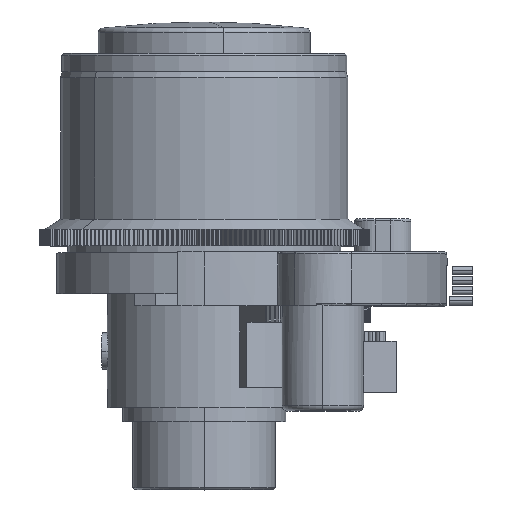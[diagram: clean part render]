
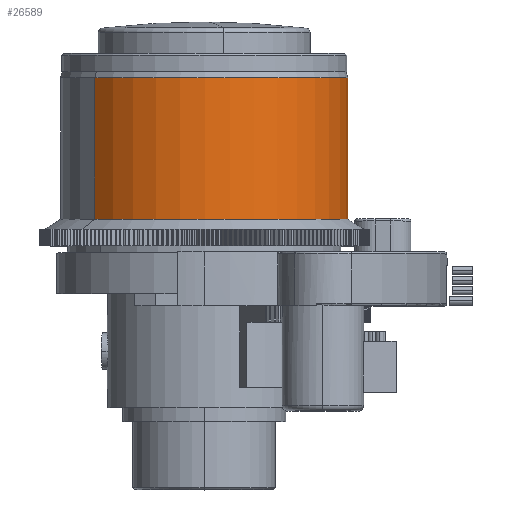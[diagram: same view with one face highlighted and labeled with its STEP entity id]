
A CAD part, top view. The second image highlights one B-rep face of the part: STEP entity #26589.
In plain terms, the highlighted cylindrical face has radius 14.1 mm (diameter 28.2 mm), a partial arc.
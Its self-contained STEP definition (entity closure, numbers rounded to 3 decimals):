
#837 = VERTEX_POINT ( 'NONE', #16887 ) ;
#1011 = AXIS2_PLACEMENT_3D ( 'NONE', #19582, #4138, #22215 ) ;
#2246 = DIRECTION ( 'NONE',  ( -1., 0., 0. ) ) ;
#2485 = VERTEX_POINT ( 'NONE', #5474 ) ;
#2539 = DIRECTION ( 'NONE',  ( 0., 0., -1. ) ) ;
#3572 = CARTESIAN_POINT ( 'NONE',  ( 0., 0., 0. ) ) ;
#4138 = DIRECTION ( 'NONE',  ( 0., 0., 1. ) ) ;
#5080 = ORIENTED_EDGE ( 'NONE', *, *, #26281, .T. ) ;
#5474 = CARTESIAN_POINT ( 'NONE',  ( -14.1, 0., 0.6 ) ) ;
#5991 = CARTESIAN_POINT ( 'NONE',  ( 14.1, 0., 14.49 ) ) ;
#8094 = ORIENTED_EDGE ( 'NONE', *, *, #30176, .T. ) ;
#8639 = LINE ( 'NONE', #19609, #22366 ) ;
#8805 = DIRECTION ( 'NONE',  ( 0., 0., -1. ) ) ;
#9713 = CYLINDRICAL_SURFACE ( 'NONE', #29253, 14.1 ) ;
#13345 = CIRCLE ( 'NONE', #14333, 14.1 ) ;
#14333 = AXIS2_PLACEMENT_3D ( 'NONE', #33214, #17737, #2246 ) ;
#16058 = CARTESIAN_POINT ( 'NONE',  ( -14.1, 0., 14.49 ) ) ;
#16664 = EDGE_CURVE ( 'NONE', #31990, #837, #8639, .T. ) ;
#16887 = CARTESIAN_POINT ( 'NONE',  ( 14.1, 0., 0.6 ) ) ;
#17737 = DIRECTION ( 'NONE',  ( 0., 0., -1. ) ) ;
#18108 = ORIENTED_EDGE ( 'NONE', *, *, #32925, .F. ) ;
#18484 = VERTEX_POINT ( 'NONE', #16058 ) ;
#18717 = EDGE_LOOP ( 'NONE', ( #5080, #23176, #8094, #18108 ) ) ;
#19582 = CARTESIAN_POINT ( 'NONE',  ( 0., 0., 0.6 ) ) ;
#19609 = CARTESIAN_POINT ( 'NONE',  ( 14.1, 0., 0. ) ) ;
#22215 = DIRECTION ( 'NONE',  ( -1., 0., 0. ) ) ;
#22366 = VECTOR ( 'NONE', #27399, 1000. ) ;
#23090 = VECTOR ( 'NONE', #2539, 1000. ) ;
#23176 = ORIENTED_EDGE ( 'NONE', *, *, #16664, .T. ) ;
#23446 = FACE_OUTER_BOUND ( 'NONE', #18717, .T. ) ;
#25688 = CIRCLE ( 'NONE', #1011, 14.1 ) ;
#26281 = EDGE_CURVE ( 'NONE', #18484, #31990, #13345, .T. ) ;
#26589 = ADVANCED_FACE ( 'NONE', ( #23446 ), #9713, .T. ) ;
#26845 = DIRECTION ( 'NONE',  ( -1., 0., 0. ) ) ;
#27399 = DIRECTION ( 'NONE',  ( 0., 0., -1. ) ) ;
#29253 = AXIS2_PLACEMENT_3D ( 'NONE', #3572, #8805, #26845 ) ;
#29913 = LINE ( 'NONE', #30869, #23090 ) ;
#30176 = EDGE_CURVE ( 'NONE', #837, #2485, #25688, .T. ) ;
#30869 = CARTESIAN_POINT ( 'NONE',  ( -14.1, 0., 0. ) ) ;
#31990 = VERTEX_POINT ( 'NONE', #5991 ) ;
#32925 = EDGE_CURVE ( 'NONE', #18484, #2485, #29913, .T. ) ;
#33214 = CARTESIAN_POINT ( 'NONE',  ( 0., 0., 14.49 ) ) ;
